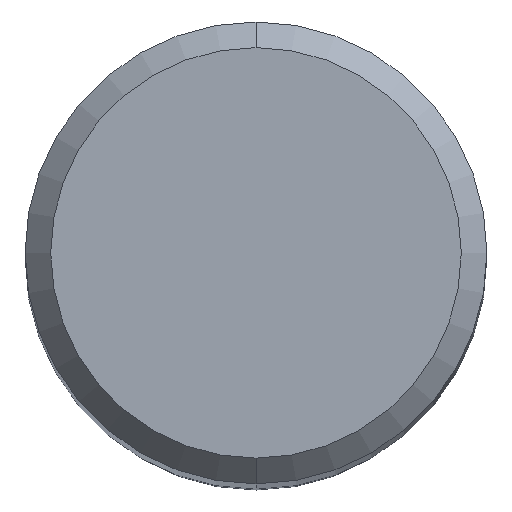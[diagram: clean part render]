
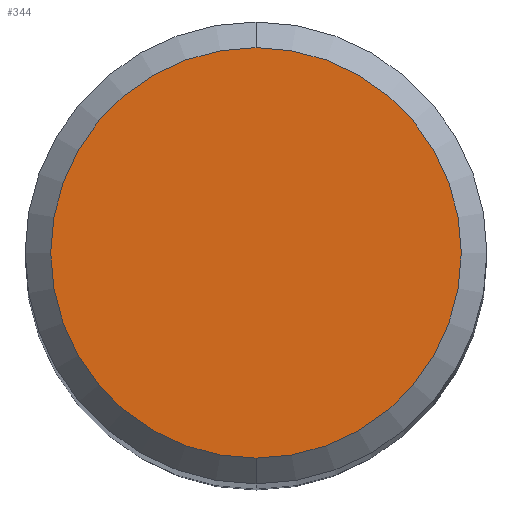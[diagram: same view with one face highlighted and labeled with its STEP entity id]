
A CAD part, top view. The second image highlights one B-rep face of the part: STEP entity #344.
In plain terms, the highlighted planar face has unit normal (0, 0, 1).
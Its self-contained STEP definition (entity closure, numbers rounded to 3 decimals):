
#240=EDGE_CURVE('',#298,#266,#548,.T.);
#242=EDGE_CURVE('',#266,#298,#550,.T.);
#266=VERTEX_POINT('',#576);
#298=VERTEX_POINT('',#609);
#344=ADVANCED_FACE('',(#661),#662,.T.);
#548=CIRCLE('',#922,4.0);
#550=CIRCLE('',#925,4.0);
#576=CARTESIAN_POINT('',(0.0,4.0,0.0));
#609=CARTESIAN_POINT('',(0.,-4.0,0.0));
#661=FACE_OUTER_BOUND('',#1234,.T.);
#662=PLANE('',#1235);
#922=AXIS2_PLACEMENT_3D('',#1534,#1535,#1536);
#925=AXIS2_PLACEMENT_3D('',#1537,#1538,#1539);
#1234=EDGE_LOOP('',(#1640,#1641));
#1235=AXIS2_PLACEMENT_3D('',#1642,#1643,#1644);
#1534=CARTESIAN_POINT('',(0.0,0.0,0.0));
#1535=DIRECTION('',(0.0,0.0,-1.0));
#1536=DIRECTION('',(0.0,1.0,0.0));
#1537=CARTESIAN_POINT('',(0.0,0.0,0.0));
#1538=DIRECTION('',(0.0,0.0,-1.0));
#1539=DIRECTION('',(0.0,1.0,0.0));
#1640=ORIENTED_EDGE('',*,*,#242,.F.);
#1641=ORIENTED_EDGE('',*,*,#240,.F.);
#1642=CARTESIAN_POINT('',(0.0,2.0,0.0));
#1643=DIRECTION('',(-0.0,0.0,1.0));
#1644=DIRECTION('',(0.0,-1.0,0.0));
